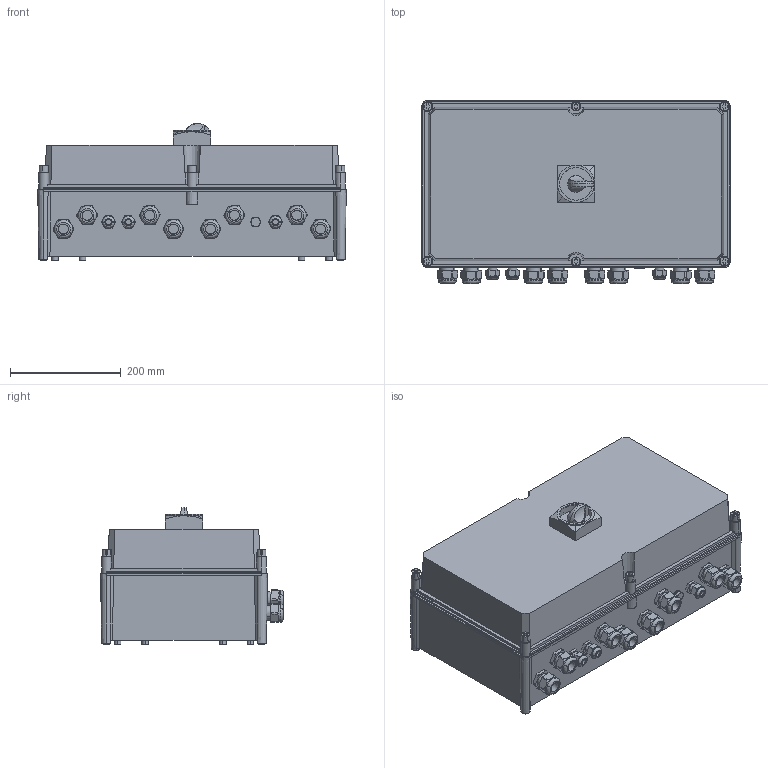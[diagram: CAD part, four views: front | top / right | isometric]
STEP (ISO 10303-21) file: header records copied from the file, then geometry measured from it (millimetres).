
FILE_DESCRIPTION(('CATIA V5 STEP Exchange','CAx-IF Rec.Pracs.--- Model Styling and Organization---1.4--- 2014-01-23'),'2;1');
FILE_NAME ('D1411905_1', '2020-03-05T12:10:45+00:00', ('none'), ('Weidmueller'), 'CATIA Version 5-6 Release 2016 SP3 HF44', 'CATIA V5 STEP AP214', 'none');
FILE_SCHEMA(('AUTOMOTIVE_DESIGN { 1 0 10303 214 1 1 1 1 }'));
Length unit declared in the file: millimetre
Products named in the file (1): 2683060000
Bounding box: 558 x 330.9 x 248.1 mm (x, y, z)
Volume: 30790131.6 mm3; surface area: 1163128.7 mm2
Topology: 22 solids, 22 shells, 1055 faces, 3299 edges, 2362 vertices
Faces by surface type: plane 474, cylinder 451, cone 100, torus 20, bspline 6, revolution 2, sphere 2
Entity records: 40306 total; most frequent: CARTESIAN_POINT 11704, ORIENTED_EDGE 6582, DIRECTION 4261, EDGE_CURVE 3291, VERTEX_POINT 2362, AXIS2_PLACEMENT_3D 2008, VECTOR 1443, LINE 1443
